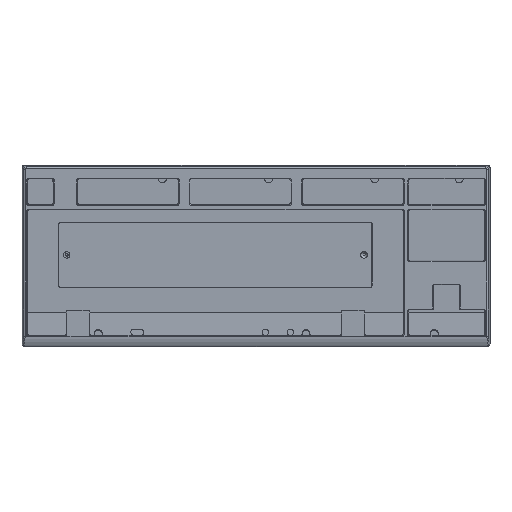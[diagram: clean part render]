
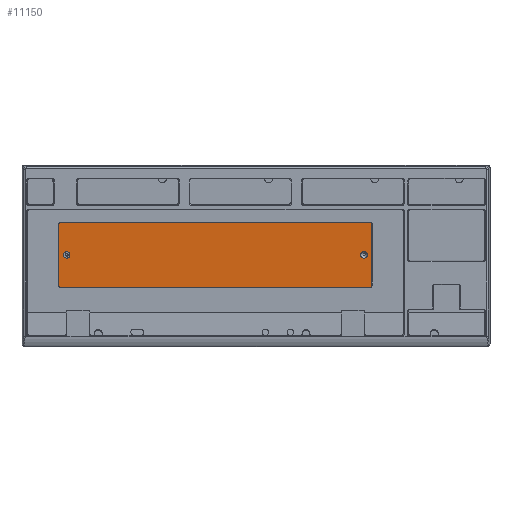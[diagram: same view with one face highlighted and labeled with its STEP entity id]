
A CAD part, top view. The second image highlights one B-rep face of the part: STEP entity #11150.
In plain terms, the highlighted planar face has unit normal (0, -0.079, 0.997).
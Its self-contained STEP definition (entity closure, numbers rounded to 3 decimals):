
#86=FACE_BOUND('',#2459,.T.);
#87=FACE_BOUND('',#2460,.T.);
#1149=CIRCLE('',#12448,2.5);
#1152=CIRCLE('',#12453,2.5);
#1155=CIRCLE('',#12458,2.);
#1160=CIRCLE('',#12466,2.);
#1161=CIRCLE('',#12469,2.);
#1162=CIRCLE('',#12472,2.);
#1792=FACE_OUTER_BOUND('',#2458,.T.);
#2458=EDGE_LOOP('',(#10280,#10281,#10282,#10283,#10284,#10285,#10286,#10287));
#2459=EDGE_LOOP('',(#10288));
#2460=EDGE_LOOP('',(#10289));
#3379=LINE('',#19956,#4309);
#3385=LINE('',#19976,#4315);
#3388=LINE('',#19984,#4318);
#3390=LINE('',#19990,#4320);
#4309=VECTOR('',#15942,10.);
#4315=VECTOR('',#15962,10.);
#4318=VECTOR('',#15971,10.);
#4320=VECTOR('',#15979,10.);
#5345=VERTEX_POINT('',#19923);
#5348=VERTEX_POINT('',#19933);
#5351=VERTEX_POINT('',#19943);
#5352=VERTEX_POINT('',#19944);
#5356=VERTEX_POINT('',#19954);
#5362=VERTEX_POINT('',#19970);
#5363=VERTEX_POINT('',#19974);
#5364=VERTEX_POINT('',#19978);
#5365=VERTEX_POINT('',#19982);
#5366=VERTEX_POINT('',#19986);
#6974=EDGE_CURVE('',#5345,#5345,#1149,.T.);
#6979=EDGE_CURVE('',#5348,#5348,#1152,.T.);
#6984=EDGE_CURVE('',#5351,#5352,#1155,.T.);
#6990=EDGE_CURVE('',#5351,#5356,#3379,.T.);
#6997=EDGE_CURVE('',#5362,#5356,#1160,.T.);
#7000=EDGE_CURVE('',#5362,#5363,#3385,.T.);
#7001=EDGE_CURVE('',#5364,#5363,#1161,.T.);
#7004=EDGE_CURVE('',#5364,#5365,#3388,.T.);
#7005=EDGE_CURVE('',#5366,#5365,#1162,.T.);
#7007=EDGE_CURVE('',#5366,#5352,#3390,.T.);
#10280=ORIENTED_EDGE('',*,*,#6984,.F.);
#10281=ORIENTED_EDGE('',*,*,#6990,.T.);
#10282=ORIENTED_EDGE('',*,*,#6997,.F.);
#10283=ORIENTED_EDGE('',*,*,#7000,.T.);
#10284=ORIENTED_EDGE('',*,*,#7001,.F.);
#10285=ORIENTED_EDGE('',*,*,#7004,.T.);
#10286=ORIENTED_EDGE('',*,*,#7005,.F.);
#10287=ORIENTED_EDGE('',*,*,#7007,.T.);
#10288=ORIENTED_EDGE('',*,*,#6974,.T.);
#10289=ORIENTED_EDGE('',*,*,#6979,.T.);
#10530=PLANE('',#12474);
#11150=ADVANCED_FACE('',(#1792,#86,#87),#10530,.T.);
#12448=AXIS2_PLACEMENT_3D('',#19924,#15908,#15909);
#12453=AXIS2_PLACEMENT_3D('',#19934,#15920,#15921);
#12458=AXIS2_PLACEMENT_3D('',#19945,#15932,#15933);
#12466=AXIS2_PLACEMENT_3D('',#19971,#15956,#15957);
#12469=AXIS2_PLACEMENT_3D('',#19979,#15965,#15966);
#12472=AXIS2_PLACEMENT_3D('',#19987,#15974,#15975);
#12474=AXIS2_PLACEMENT_3D('',#19991,#15980,#15981);
#15908=DIRECTION('center_axis',(0.,0.078,-0.997));
#15909=DIRECTION('ref_axis',(1.,0.,0.));
#15920=DIRECTION('center_axis',(0.,0.078,-0.997));
#15921=DIRECTION('ref_axis',(1.,0.,0.));
#15932=DIRECTION('center_axis',(0.,0.078,-0.997));
#15933=DIRECTION('ref_axis',(0.707,-0.705,-0.055));
#15942=DIRECTION('',(0.,0.997,0.078));
#15956=DIRECTION('center_axis',(0.,0.078,-0.997));
#15957=DIRECTION('ref_axis',(0.707,0.705,0.055));
#15962=DIRECTION('',(-1.,0.,0.));
#15965=DIRECTION('center_axis',(0.,0.078,-0.997));
#15966=DIRECTION('ref_axis',(-0.707,0.705,0.055));
#15971=DIRECTION('',(0.,-0.997,-0.078));
#15974=DIRECTION('center_axis',(0.,0.078,-0.997));
#15975=DIRECTION('ref_axis',(-0.707,-0.705,-0.055));
#15979=DIRECTION('',(1.,0.,0.));
#15980=DIRECTION('center_axis',(0.,-0.078,0.997));
#15981=DIRECTION('ref_axis',(1.,0.,0.));
#19923=CARTESIAN_POINT('',(-15.812,12.386,-4.521));
#19924=CARTESIAN_POINT('Origin',(-13.312,12.386,-4.521));
#19933=CARTESIAN_POINT('',(210.817,12.386,-4.521));
#19934=CARTESIAN_POINT('Origin',(213.317,12.386,-4.521));
#19943=CARTESIAN_POINT('',(219.317,-10.344,-6.31));
#19944=CARTESIAN_POINT('',(217.317,-12.337,-6.466));
#19945=CARTESIAN_POINT('Origin',(217.317,-10.344,-6.31));
#19954=CARTESIAN_POINT('',(219.317,35.116,-2.732));
#19956=CARTESIAN_POINT('',(219.317,-12.337,-6.466));
#19970=CARTESIAN_POINT('',(217.317,37.11,-2.575));
#19971=CARTESIAN_POINT('Origin',(217.317,35.116,-2.732));
#19974=CARTESIAN_POINT('',(-17.312,37.11,-2.575));
#19976=CARTESIAN_POINT('',(219.317,37.11,-2.575));
#19978=CARTESIAN_POINT('',(-19.312,35.116,-2.732));
#19979=CARTESIAN_POINT('Origin',(-17.312,35.116,-2.732));
#19982=CARTESIAN_POINT('',(-19.312,-10.344,-6.31));
#19984=CARTESIAN_POINT('',(-19.312,37.11,-2.575));
#19986=CARTESIAN_POINT('',(-17.312,-12.337,-6.466));
#19987=CARTESIAN_POINT('Origin',(-17.312,-10.344,-6.31));
#19990=CARTESIAN_POINT('',(-19.312,-12.337,-6.466));
#19991=CARTESIAN_POINT('Origin',(100.002,12.386,-4.521));
